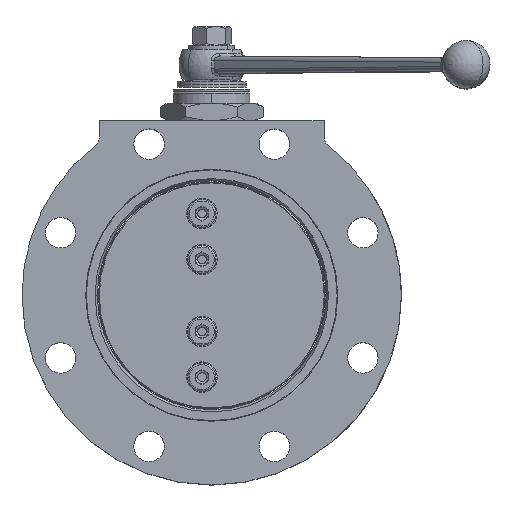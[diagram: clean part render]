
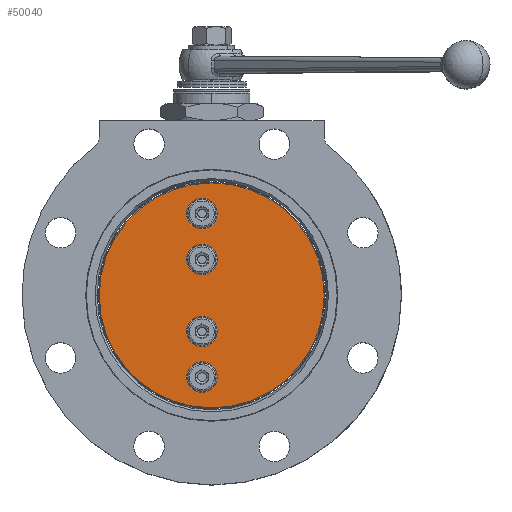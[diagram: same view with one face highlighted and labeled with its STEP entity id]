
A CAD part, top view. The second image highlights one B-rep face of the part: STEP entity #50040.
In plain terms, the highlighted planar face has unit normal (0, 0, 1).
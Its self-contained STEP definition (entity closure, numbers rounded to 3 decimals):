
#6695 = AXIS2_PLACEMENT_3D ( 'NONE', #9827, #9838, #9839 ) ;
#9827 = CARTESIAN_POINT ( 'NONE',  ( 0., 52., 5. ) ) ;
#9828 = PLANE ( 'NONE',  #6695 ) ;
#9838 = DIRECTION ( 'NONE',  ( 0., 0., -1. ) ) ;
#9839 = DIRECTION ( 'NONE',  ( -1., 0., 0. ) ) ;
#10505 = FACE_BOUND ( 'NONE', #46100, .T. ) ;
#10506 = FACE_OUTER_BOUND ( 'NONE', #45668, .T. ) ;
#10512 = FACE_BOUND ( 'NONE', #45665, .T. ) ;
#10514 = FACE_BOUND ( 'NONE', #45666, .T. ) ;
#10516 = FACE_BOUND ( 'NONE', #45667, .T. ) ;
#26263 = EDGE_CURVE ( 'NONE', #41425, #41426, #48736, .T. ) ;
#26277 = EDGE_CURVE ( 'NONE', #41429, #41430, #48769, .T. ) ;
#26285 = EDGE_CURVE ( 'NONE', #41435, #41436, #48795, .T. ) ;
#26293 = EDGE_CURVE ( 'NONE', #41441, #41442, #48821, .T. ) ;
#26297 = EDGE_CURVE ( 'NONE', #41445, #41446, #48834, .T. ) ;
#26303 = EDGE_CURVE ( 'NONE', #41446, #41445, #48849, .T. ) ;
#26304 = EDGE_CURVE ( 'NONE', #41442, #41441, #48852, .T. ) ;
#26306 = EDGE_CURVE ( 'NONE', #41436, #41435, #48858, .T. ) ;
#26310 = EDGE_CURVE ( 'NONE', #41430, #41429, #48869, .T. ) ;
#26314 = EDGE_CURVE ( 'NONE', #41426, #41425, #48882, .T. ) ;
#39621 = CARTESIAN_POINT ( 'NONE',  ( -4.5, -37.5, 5. ) ) ;
#39628 = DIRECTION ( 'NONE',  ( 0., 0., -1. ) ) ;
#39629 = DIRECTION ( 'NONE',  ( -1., 0., 0. ) ) ;
#39689 = CARTESIAN_POINT ( 'NONE',  ( -4.5, -16.5, 5. ) ) ;
#39692 = DIRECTION ( 'NONE',  ( 0., 0., -1. ) ) ;
#39693 = DIRECTION ( 'NONE',  ( -1., 0., 0. ) ) ;
#39709 = CARTESIAN_POINT ( 'NONE',  ( -4.5, 16.5, 5. ) ) ;
#39712 = DIRECTION ( 'NONE',  ( 0., 0., -1. ) ) ;
#39713 = DIRECTION ( 'NONE',  ( -1., 0., 0. ) ) ;
#39722 = CARTESIAN_POINT ( 'NONE',  ( -4.5, 37.5, 5. ) ) ;
#39731 = DIRECTION ( 'NONE',  ( 0., 0., -1. ) ) ;
#39732 = DIRECTION ( 'NONE',  ( -1., 0., 0. ) ) ;
#39733 = CARTESIAN_POINT ( 'NONE',  ( 0., 0., 5. ) ) ;
#39741 = DIRECTION ( 'NONE',  ( 0., 0., 1. ) ) ;
#39742 = DIRECTION ( 'NONE',  ( -1., 0., 0. ) ) ;
#39748 = CARTESIAN_POINT ( 'NONE',  ( 0., 0., 5. ) ) ;
#39751 = CARTESIAN_POINT ( 'NONE',  ( -4.5, 37.5, 5. ) ) ;
#39757 = DIRECTION ( 'NONE',  ( 0., 0., 1. ) ) ;
#39758 = DIRECTION ( 'NONE',  ( -1., 0., 0. ) ) ;
#39759 = CARTESIAN_POINT ( 'NONE',  ( -4.5, 16.5, 5. ) ) ;
#39760 = DIRECTION ( 'NONE',  ( 0., 0., -1. ) ) ;
#39761 = DIRECTION ( 'NONE',  ( -1., 0., 0. ) ) ;
#39766 = DIRECTION ( 'NONE',  ( 0., 0., -1. ) ) ;
#39767 = DIRECTION ( 'NONE',  ( -1., 0., 0. ) ) ;
#39770 = CARTESIAN_POINT ( 'NONE',  ( -4.5, -16.5, 5. ) ) ;
#39778 = DIRECTION ( 'NONE',  ( 0., 0., -1. ) ) ;
#39779 = DIRECTION ( 'NONE',  ( -1., 0., 0. ) ) ;
#39788 = CARTESIAN_POINT ( 'NONE',  ( -4.5, -37.5, 5. ) ) ;
#39789 = DIRECTION ( 'NONE',  ( 0., 0., -1. ) ) ;
#39790 = DIRECTION ( 'NONE',  ( -1., 0., 0. ) ) ;
#41425 = VERTEX_POINT ( 'NONE', #43813 ) ;
#41426 = VERTEX_POINT ( 'NONE', #43815 ) ;
#41429 = VERTEX_POINT ( 'NONE', #43821 ) ;
#41430 = VERTEX_POINT ( 'NONE', #43823 ) ;
#41435 = VERTEX_POINT ( 'NONE', #43832 ) ;
#41436 = VERTEX_POINT ( 'NONE', #43834 ) ;
#41441 = VERTEX_POINT ( 'NONE', #43843 ) ;
#41442 = VERTEX_POINT ( 'NONE', #43845 ) ;
#41445 = VERTEX_POINT ( 'NONE', #43850 ) ;
#41446 = VERTEX_POINT ( 'NONE', #43852 ) ;
#43813 = CARTESIAN_POINT ( 'NONE',  ( 2.5, -37.5, 5. ) ) ;
#43815 = CARTESIAN_POINT ( 'NONE',  ( -11.5, -37.5, 5. ) ) ;
#43821 = CARTESIAN_POINT ( 'NONE',  ( 2.5, -16.5, 5. ) ) ;
#43823 = CARTESIAN_POINT ( 'NONE',  ( -11.5, -16.5, 5. ) ) ;
#43832 = CARTESIAN_POINT ( 'NONE',  ( 2.5, 16.5, 5. ) ) ;
#43834 = CARTESIAN_POINT ( 'NONE',  ( -11.5, 16.5, 5. ) ) ;
#43843 = CARTESIAN_POINT ( 'NONE',  ( 2.5, 37.5, 5. ) ) ;
#43845 = CARTESIAN_POINT ( 'NONE',  ( -11.5, 37.5, 5. ) ) ;
#43850 = CARTESIAN_POINT ( 'NONE',  ( 51.6, 0., 5. ) ) ;
#43852 = CARTESIAN_POINT ( 'NONE',  ( -51.6, 0., 5. ) ) ;
#44691 = ORIENTED_EDGE ( 'NONE', *, *, #26314, .T. ) ;
#44694 = ORIENTED_EDGE ( 'NONE', *, *, #26263, .T. ) ;
#44696 = ORIENTED_EDGE ( 'NONE', *, *, #26310, .T. ) ;
#44698 = ORIENTED_EDGE ( 'NONE', *, *, #26277, .T. ) ;
#44700 = ORIENTED_EDGE ( 'NONE', *, *, #26306, .T. ) ;
#44702 = ORIENTED_EDGE ( 'NONE', *, *, #26285, .T. ) ;
#44705 = ORIENTED_EDGE ( 'NONE', *, *, #26304, .T. ) ;
#44707 = ORIENTED_EDGE ( 'NONE', *, *, #26293, .T. ) ;
#44709 = ORIENTED_EDGE ( 'NONE', *, *, #26303, .T. ) ;
#44711 = ORIENTED_EDGE ( 'NONE', *, *, #26297, .T. ) ;
#45665 = EDGE_LOOP ( 'NONE', ( #44696, #44698 ) ) ;
#45666 = EDGE_LOOP ( 'NONE', ( #44700, #44702 ) ) ;
#45667 = EDGE_LOOP ( 'NONE', ( #44705, #44707 ) ) ;
#45668 = EDGE_LOOP ( 'NONE', ( #44709, #44711 ) ) ;
#46100 = EDGE_LOOP ( 'NONE', ( #44691, #44694 ) ) ;
#48736 = CIRCLE ( 'NONE', #50286, 7. ) ;
#48769 = CIRCLE ( 'NONE', #50291, 7. ) ;
#48795 = CIRCLE ( 'NONE', #50295, 7. ) ;
#48821 = CIRCLE ( 'NONE', #50299, 7. ) ;
#48834 = CIRCLE ( 'NONE', #50301, 51.6 ) ;
#48849 = CIRCLE ( 'NONE', #50304, 51.6 ) ;
#48852 = CIRCLE ( 'NONE', #50302, 7. ) ;
#48858 = CIRCLE ( 'NONE', #50306, 7. ) ;
#48869 = CIRCLE ( 'NONE', #50310, 7. ) ;
#48882 = CIRCLE ( 'NONE', #50313, 7. ) ;
#50040 = ADVANCED_FACE ( 'NONE', ( #10505, #10512, #10514, #10516, #10506 ), #9828, .F. ) ;
#50286 = AXIS2_PLACEMENT_3D ( 'NONE', #39621, #39628, #39629 ) ;
#50291 = AXIS2_PLACEMENT_3D ( 'NONE', #39689, #39692, #39693 ) ;
#50295 = AXIS2_PLACEMENT_3D ( 'NONE', #39709, #39712, #39713 ) ;
#50299 = AXIS2_PLACEMENT_3D ( 'NONE', #39722, #39731, #39732 ) ;
#50301 = AXIS2_PLACEMENT_3D ( 'NONE', #39733, #39741, #39742 ) ;
#50302 = AXIS2_PLACEMENT_3D ( 'NONE', #39751, #39760, #39761 ) ;
#50304 = AXIS2_PLACEMENT_3D ( 'NONE', #39748, #39757, #39758 ) ;
#50306 = AXIS2_PLACEMENT_3D ( 'NONE', #39759, #39766, #39767 ) ;
#50310 = AXIS2_PLACEMENT_3D ( 'NONE', #39770, #39778, #39779 ) ;
#50313 = AXIS2_PLACEMENT_3D ( 'NONE', #39788, #39789, #39790 ) ;
